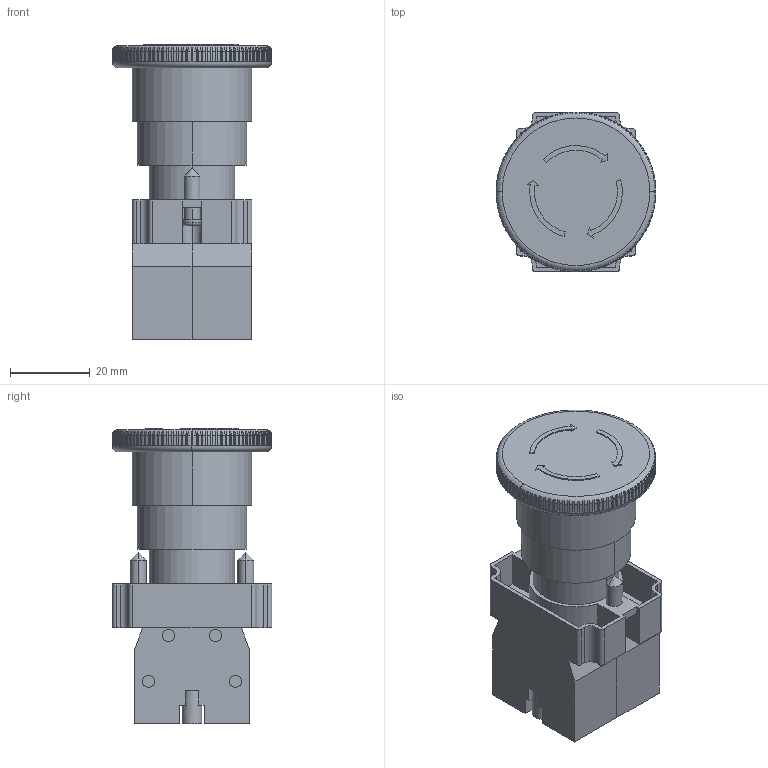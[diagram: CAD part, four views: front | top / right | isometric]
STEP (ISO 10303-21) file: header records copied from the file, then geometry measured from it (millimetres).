
FILE_DESCRIPTION (( 'STEP AP214' ), '1' );
FILE_NAME ('BS545三维图.STEP', '2022-09-20T05:50:37', ( 'China' ), ( 'Home' ), 'SwSTEP 2.0', 'SolidWorks 2020', '' );
FILE_SCHEMA (( 'AUTOMOTIVE_DESIGN' ));
Length unit declared in the file: millimetre
Products named in the file (1): BS545三维图
Bounding box: 40 x 40 x 74 mm (x, y, z)
Volume: 53308.6 mm3; surface area: 15184.5 mm2
Topology: 1 solids, 1 shells, 756 faces, 1955 edges, 1228 vertices
Faces by surface type: plane 568, cylinder 176, torus 8, cone 4
Entity records: 31324 total; most frequent: CARTESIAN_POINT 5252, ORIENTED_EDGE 3902, DIRECTION 3645, EDGE_CURVE 1951, AXIS2_PLACEMENT_3D 1239, VERTEX_POINT 1228, LINE 1167, VECTOR 1167
